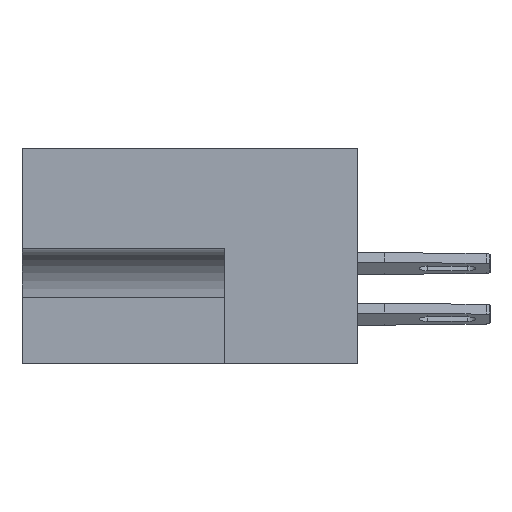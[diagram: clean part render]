
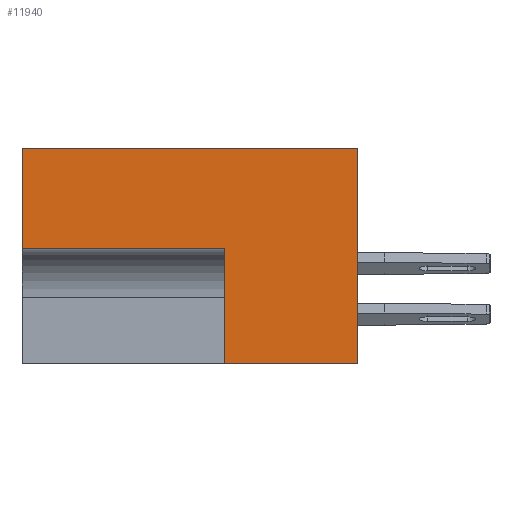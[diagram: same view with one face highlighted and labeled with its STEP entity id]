
A CAD part, left-side view. The second image highlights one B-rep face of the part: STEP entity #11940.
In plain terms, the highlighted planar face has unit normal (-1, 0, 0).
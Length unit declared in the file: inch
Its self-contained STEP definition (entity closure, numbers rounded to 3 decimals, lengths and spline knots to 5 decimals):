
#105 = CARTESIAN_POINT ( 'NONE',  ( 0., 0.328, -0.531 ) ) ;
#984 = CARTESIAN_POINT ( 'NONE',  ( 0., 0.453, 0. ) ) ;
#1016 = ORIENTED_EDGE ( 'NONE', *, *, #4132, .F. ) ;
#1360 = CARTESIAN_POINT ( 'NONE',  ( 0., 0., 0. ) ) ;
#1762 = LINE ( 'NONE', #5600, #13370 ) ;
#2084 = CARTESIAN_POINT ( 'NONE',  ( 0., 0., 0. ) ) ;
#2309 = ORIENTED_EDGE ( 'NONE', *, *, #13457, .F. ) ;
#2746 = VECTOR ( 'NONE', #18502, 39.37008 ) ;
#3109 = DIRECTION ( 'NONE',  ( 0., 1., 0. ) ) ;
#3317 = VERTEX_POINT ( 'NONE', #8518 ) ;
#3549 = EDGE_CURVE ( 'NONE', #10767, #21524, #18970, .T. ) ;
#3988 = AXIS2_PLACEMENT_3D ( 'NONE', #13195, #4177, #11647 ) ;
#4132 = EDGE_CURVE ( 'NONE', #20211, #13218, #19764, .T. ) ;
#4177 = DIRECTION ( 'NONE',  ( 1., 0., 0. ) ) ;
#4420 = CARTESIAN_POINT ( 'NONE',  ( 0., 0.328, -0.531 ) ) ;
#5188 = CARTESIAN_POINT ( 'NONE',  ( 0., 0.828, -0.248 ) ) ;
#5600 = CARTESIAN_POINT ( 'NONE',  ( 0., 0.453, -0.531 ) ) ;
#5685 = DIRECTION ( 'NONE',  ( 0., -1., 0. ) ) ;
#5750 = LINE ( 'NONE', #8853, #12003 ) ;
#6873 = ORIENTED_EDGE ( 'NONE', *, *, #7456, .T. ) ;
#7011 = EDGE_CURVE ( 'NONE', #13218, #21524, #20979, .T. ) ;
#7192 = ORIENTED_EDGE ( 'NONE', *, *, #3549, .T. ) ;
#7362 = DIRECTION ( 'NONE',  ( 0., 0., 1. ) ) ;
#7456 = EDGE_CURVE ( 'NONE', #9762, #10767, #1762, .T. ) ;
#7784 = EDGE_CURVE ( 'NONE', #3317, #20211, #5750, .T. ) ;
#7910 = PLANE ( 'NONE',  #3988 ) ;
#8518 = CARTESIAN_POINT ( 'NONE',  ( 0., 0.328, -0.248 ) ) ;
#8853 = CARTESIAN_POINT ( 'NONE',  ( 0., 0.328, -0.248 ) ) ;
#9221 = VECTOR ( 'NONE', #7362, 39.37008 ) ;
#9762 = VERTEX_POINT ( 'NONE', #4420 ) ;
#10397 = CARTESIAN_POINT ( 'NONE',  ( 0., 0.828, 0. ) ) ;
#10767 = VERTEX_POINT ( 'NONE', #20886 ) ;
#10855 = VECTOR ( 'NONE', #13750, 39.37008 ) ;
#11647 = DIRECTION ( 'NONE',  ( 0., 0., -1. ) ) ;
#11940 = ADVANCED_FACE ( 'NONE', ( #13221 ), #7910, .F. ) ;
#12003 = VECTOR ( 'NONE', #3109, 39.37008 ) ;
#13195 = CARTESIAN_POINT ( 'NONE',  ( 0., 0.453, 0. ) ) ;
#13218 = VERTEX_POINT ( 'NONE', #10397 ) ;
#13221 = FACE_OUTER_BOUND ( 'NONE', #17064, .T. ) ;
#13370 = VECTOR ( 'NONE', #5685, 39.37008 ) ;
#13457 = EDGE_CURVE ( 'NONE', #9762, #3317, #21607, .T. ) ;
#13750 = DIRECTION ( 'NONE',  ( 0., -1., 0. ) ) ;
#14975 = CARTESIAN_POINT ( 'NONE',  ( 0., 0.828, 0. ) ) ;
#16034 = DIRECTION ( 'NONE',  ( 0., 0., 1. ) ) ;
#17064 = EDGE_LOOP ( 'NONE', ( #1016, #18632, #2309, #6873, #7192, #22332 ) ) ;
#18110 = VECTOR ( 'NONE', #16034, 39.37008 ) ;
#18502 = DIRECTION ( 'NONE',  ( 0., 0., 1. ) ) ;
#18632 = ORIENTED_EDGE ( 'NONE', *, *, #7784, .F. ) ;
#18970 = LINE ( 'NONE', #1360, #18110 ) ;
#19764 = LINE ( 'NONE', #14975, #2746 ) ;
#20211 = VERTEX_POINT ( 'NONE', #5188 ) ;
#20886 = CARTESIAN_POINT ( 'NONE',  ( 0., 0., -0.531 ) ) ;
#20979 = LINE ( 'NONE', #984, #10855 ) ;
#21524 = VERTEX_POINT ( 'NONE', #2084 ) ;
#21607 = LINE ( 'NONE', #105, #9221 ) ;
#22332 = ORIENTED_EDGE ( 'NONE', *, *, #7011, .F. ) ;
